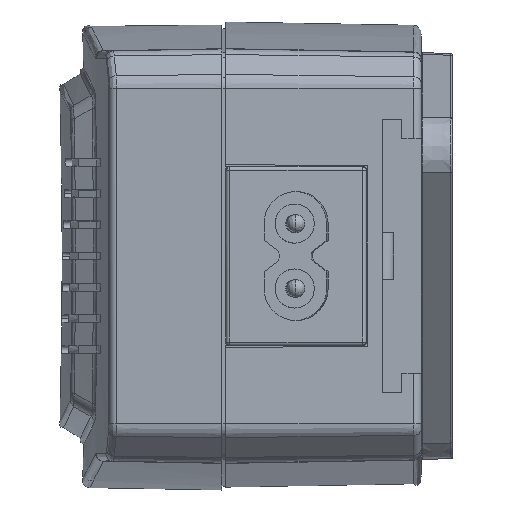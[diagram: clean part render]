
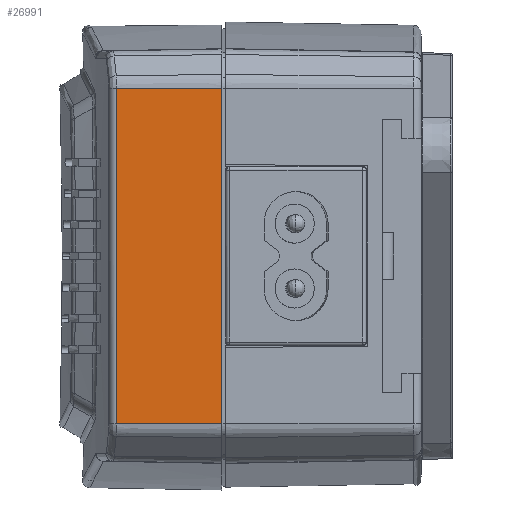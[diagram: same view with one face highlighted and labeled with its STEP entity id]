
A CAD part, left-side view. The second image highlights one B-rep face of the part: STEP entity #26991.
In plain terms, the highlighted planar face has unit normal (-1, 0.018, 0).
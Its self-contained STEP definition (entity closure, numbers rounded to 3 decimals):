
#25060 = VERTEX_POINT ( 'NONE', #44466 ) ;
#25079 = VERTEX_POINT ( 'NONE', #44487 ) ;
#25085 = EDGE_CURVE ( 'NONE', #25079, #25060, #44486, .T. ) ;
#26991 = ADVANCED_FACE ( 'NONE', ( #47242 ), #47241, .T. ) ;
#26995 = EDGE_LOOP ( 'NONE', ( #26999, #27058, #27066, #27072 ) ) ;
#26999 = ORIENTED_EDGE ( 'NONE', *, *, #27002, .T. ) ;
#27002 = EDGE_CURVE ( 'NONE', #25079, #27004, #47270, .T. ) ;
#27004 = VERTEX_POINT ( 'NONE', #47260 ) ;
#27008 = VERTEX_POINT ( 'NONE', #47259 ) ;
#27058 = ORIENTED_EDGE ( 'NONE', *, *, #27060, .T. ) ;
#27060 = EDGE_CURVE ( 'NONE', #27004, #27008, #47340, .T. ) ;
#27066 = ORIENTED_EDGE ( 'NONE', *, *, #27070, .T. ) ;
#27070 = EDGE_CURVE ( 'NONE', #27008, #25060, #47330, .T. ) ;
#27072 = ORIENTED_EDGE ( 'NONE', *, *, #25085, .F. ) ;
#44466 = CARTESIAN_POINT ( 'NONE',  ( -67.256, 38.968, 21.464 ) ) ;
#44479 = DIRECTION ( 'NONE',  ( 0., 0., 1. ) ) ;
#44480 = VECTOR ( 'NONE', #44479, 1000. ) ;
#44481 = CARTESIAN_POINT ( 'NONE',  ( -67.256, 38.968, -21.849 ) ) ;
#44486 = LINE ( 'NONE', #44481, #44480 ) ;
#44487 = CARTESIAN_POINT ( 'NONE',  ( -67.256, 38.968, -21.464 ) ) ;
#47241 = PLANE ( 'NONE',  #47275 ) ;
#47242 = FACE_OUTER_BOUND ( 'NONE', #26995, .T. ) ;
#47259 = CARTESIAN_POINT ( 'NONE',  ( -67.491, 25.5, 21.464 ) ) ;
#47260 = CARTESIAN_POINT ( 'NONE',  ( -67.491, 25.5, -21.464 ) ) ;
#47261 = DIRECTION ( 'NONE',  ( -0.017, -1., 0. ) ) ;
#47262 = VECTOR ( 'NONE', #47261, 1000. ) ;
#47269 = CARTESIAN_POINT ( 'NONE',  ( -67.5, 25., -21.464 ) ) ;
#47270 = LINE ( 'NONE', #47269, #47262 ) ;
#47272 = DIRECTION ( 'NONE',  ( -0.017, -1., 0. ) ) ;
#47273 = DIRECTION ( 'NONE',  ( -1., 0.017, 0. ) ) ;
#47274 = CARTESIAN_POINT ( 'NONE',  ( -67.5, 25., -28.612 ) ) ;
#47275 = AXIS2_PLACEMENT_3D ( 'NONE', #47274, #47273, #47272 ) ;
#47330 = LINE ( 'NONE', #47385, #47384 ) ;
#47337 = DIRECTION ( 'NONE',  ( 0., 0., 1. ) ) ;
#47338 = VECTOR ( 'NONE', #47337, 1000. ) ;
#47339 = CARTESIAN_POINT ( 'NONE',  ( -67.491, 25.5, -28.612 ) ) ;
#47340 = LINE ( 'NONE', #47339, #47338 ) ;
#47383 = DIRECTION ( 'NONE',  ( 0.017, 1., 0. ) ) ;
#47384 = VECTOR ( 'NONE', #47383, 1000. ) ;
#47385 = CARTESIAN_POINT ( 'NONE',  ( -67.5, 25., 21.464 ) ) ;
